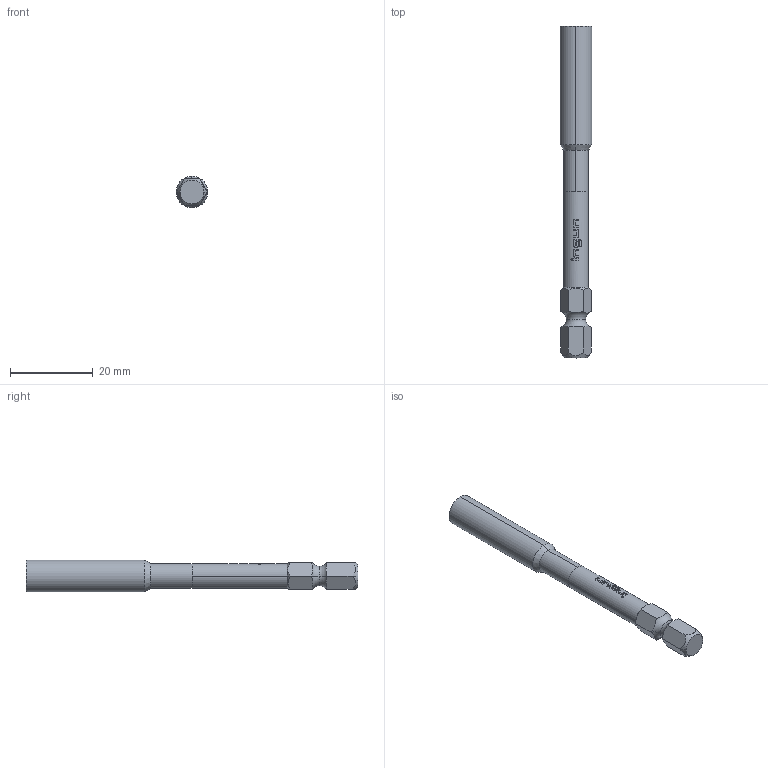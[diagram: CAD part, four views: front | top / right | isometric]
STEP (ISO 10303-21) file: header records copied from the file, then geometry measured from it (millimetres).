
FILE_DESCRIPTION (( 'STEP AP203' ), '1' );
FILE_NAME ('INGUN_BIT-HSS-623_M-600.STEP', '2022-04-27T11:46:23', ( 'ochi' ), ( '' ), 'SwSTEP 2.0', 'SolidWorks 2018', '' );
FILE_SCHEMA (( 'CONFIG_CONTROL_DESIGN' ));
Length unit declared in the file: millimetre
Products named in the file (1): INGUN_BIT-HSS-623_M-600
Bounding box: 7.6 x 80 x 7.6 mm (x, y, z)
Volume: 2364.6 mm3; surface area: 2074.6 mm2
Topology: 1 solids, 1 shells, 129 faces, 343 edges, 221 vertices
Faces by surface type: plane 72, bspline 22, cylinder 21, cone 10, torus 4
Entity records: 4546 total; most frequent: CARTESIAN_POINT 1472, ORIENTED_EDGE 682, DIRECTION 539, EDGE_CURVE 341, VERTEX_POINT 221, AXIS2_PLACEMENT_3D 200, VECTOR 139, LINE 139
